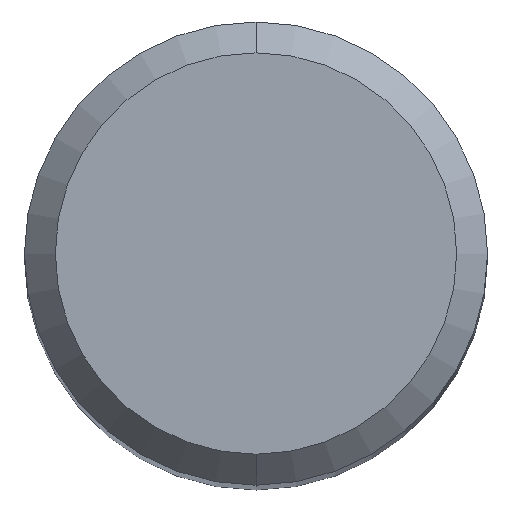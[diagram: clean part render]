
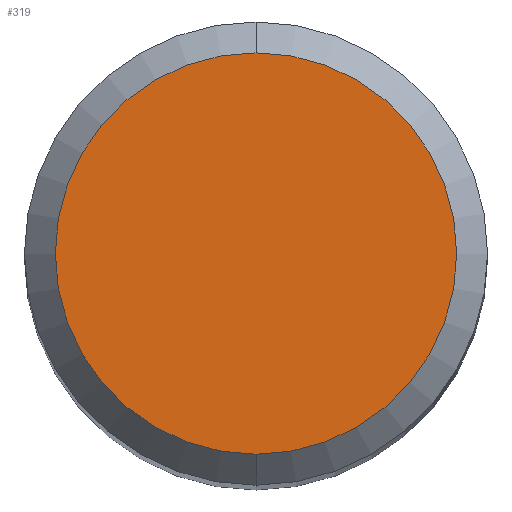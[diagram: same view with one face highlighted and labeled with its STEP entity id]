
A CAD part, top view. The second image highlights one B-rep face of the part: STEP entity #319.
In plain terms, the highlighted planar face has unit normal (0, 0, 1).
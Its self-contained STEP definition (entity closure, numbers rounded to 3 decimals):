
#275=EDGE_CURVE('',#289,#307,#594,.T.);
#289=VERTEX_POINT('',#609);
#307=VERTEX_POINT('',#627);
#319=ADVANCED_FACE('',(#639),#640,.T.);
#447=EDGE_CURVE('',#307,#289,#782,.T.);
#594=CIRCLE('',#984,2.6);
#609=CARTESIAN_POINT('',(0.,-2.6,0.0));
#627=CARTESIAN_POINT('',(0.0,2.6,0.0));
#639=FACE_OUTER_BOUND('',#1080,.T.);
#640=PLANE('',#1081);
#782=CIRCLE('',#1418,2.6);
#984=AXIS2_PLACEMENT_3D('',#1586,#1587,#1588);
#1080=EDGE_LOOP('',(#1616,#1617));
#1081=AXIS2_PLACEMENT_3D('',#1618,#1619,#1620);
#1418=AXIS2_PLACEMENT_3D('',#1774,#1775,#1776);
#1586=CARTESIAN_POINT('',(0.0,0.0,0.0));
#1587=DIRECTION('',(0.0,0.0,-1.0));
#1588=DIRECTION('',(0.0,1.0,0.0));
#1616=ORIENTED_EDGE('',*,*,#447,.F.);
#1617=ORIENTED_EDGE('',*,*,#275,.F.);
#1618=CARTESIAN_POINT('',(0.0,1.3,0.0));
#1619=DIRECTION('',(-0.0,0.0,1.0));
#1620=DIRECTION('',(0.0,-1.0,0.0));
#1774=CARTESIAN_POINT('',(0.0,0.0,0.0));
#1775=DIRECTION('',(0.0,0.0,-1.0));
#1776=DIRECTION('',(0.0,1.0,0.0));
